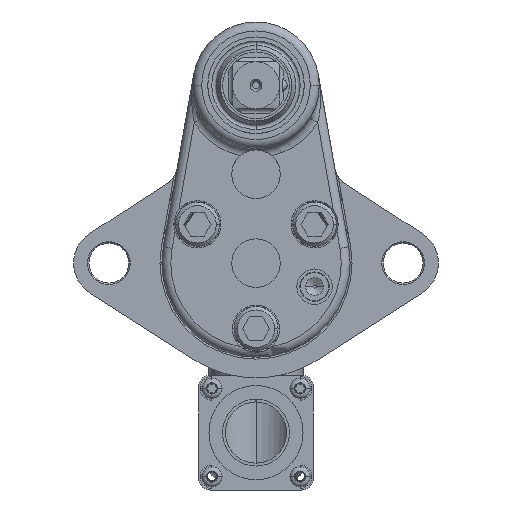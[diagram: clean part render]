
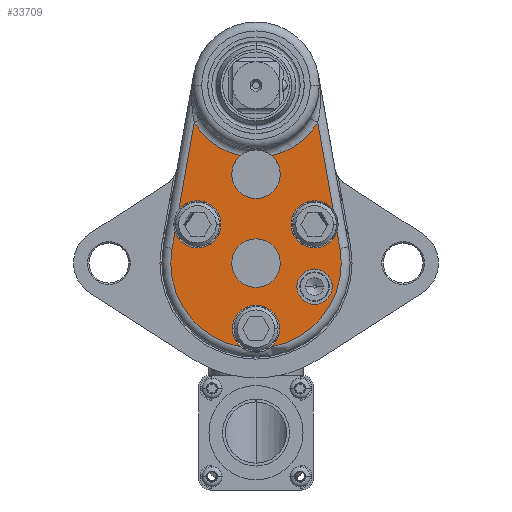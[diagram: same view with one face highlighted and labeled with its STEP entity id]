
A CAD part, left-side view. The second image highlights one B-rep face of the part: STEP entity #33709.
In plain terms, the highlighted planar face has unit normal (-1, 0, 0).
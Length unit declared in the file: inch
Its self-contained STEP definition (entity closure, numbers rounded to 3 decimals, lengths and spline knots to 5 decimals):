
#33123=CARTESIAN_POINT('',(-13.0442,0.005,0.));
#33124=DIRECTION('',(1.,0.,0.));
#33125=DIRECTION('',(0.,1.,0.));
#33126=AXIS2_PLACEMENT_3D('',#33123,#33124,#33125);
#33128=CARTESIAN_POINT('',(-13.0442,0.005,0.));
#33129=DIRECTION('',(1.,0.,0.));
#33130=DIRECTION('',(0.,-1.,0.));
#33131=AXIS2_PLACEMENT_3D('',#33128,#33129,#33130);
#33133=CARTESIAN_POINT('',(-13.0442,-0.617,-0.25));
#33134=DIRECTION('',(-1.,0.,0.));
#33135=DIRECTION('',(0.,-1.,0.));
#33136=AXIS2_PLACEMENT_3D('',#33133,#33134,#33135);
#33138=CARTESIAN_POINT('',(-13.0442,-0.617,-0.25));
#33139=DIRECTION('',(-1.,0.,0.));
#33140=DIRECTION('',(0.,1.,0.));
#33141=AXIS2_PLACEMENT_3D('',#33138,#33139,#33140);
#33143=CARTESIAN_POINT('',(-13.0442,-0.617,0.412));
#33144=DIRECTION('',(-1.,0.,0.));
#33145=DIRECTION('',(0.,-0.789,0.614));
#33146=AXIS2_PLACEMENT_3D('',#33143,#33144,#33145);
#33148=CARTESIAN_POINT('',(-13.0442,-0.617,0.412));
#33149=DIRECTION('',(-1.,0.,0.));
#33150=DIRECTION('',(0.,1.,0.));
#33151=AXIS2_PLACEMENT_3D('',#33148,#33149,#33150);
#33153=CARTESIAN_POINT('',(-13.0442,0.005,-0.697));
#33154=DIRECTION('',(-1.,0.,0.));
#33155=DIRECTION('',(0.,-0.63,-0.777));
#33156=AXIS2_PLACEMENT_3D('',#33153,#33154,#33155);
#33158=CARTESIAN_POINT('',(-13.0442,0.005,-0.697));
#33159=DIRECTION('',(-1.,0.,0.));
#33160=DIRECTION('',(0.,-1.,0.));
#33161=AXIS2_PLACEMENT_3D('',#33158,#33159,#33160);
#33163=CARTESIAN_POINT('',(-13.0442,0.005,-0.697));
#33164=DIRECTION('',(-1.,0.,0.));
#33165=DIRECTION('',(0.,1.,0.));
#33166=AXIS2_PLACEMENT_3D('',#33163,#33164,#33165);
#33168=CARTESIAN_POINT('',(-13.0442,0.627,0.412));
#33169=DIRECTION('',(-1.,0.,0.));
#33170=DIRECTION('',(0.,0.952,-0.308));
#33171=AXIS2_PLACEMENT_3D('',#33168,#33169,#33170);
#33173=CARTESIAN_POINT('',(-13.0442,0.627,0.412));
#33174=DIRECTION('',(-1.,0.,0.));
#33175=DIRECTION('',(0.,-1.,0.));
#33176=AXIS2_PLACEMENT_3D('',#33173,#33174,#33175);
#33178=CARTESIAN_POINT('',(-13.0442,0.005,0.9445));
#33179=DIRECTION('',(1.,0.,0.));
#33180=DIRECTION('',(0.,1.,0.));
#33181=AXIS2_PLACEMENT_3D('',#33178,#33179,#33180);
#33183=CARTESIAN_POINT('',(-13.0442,0.005,0.9445));
#33184=DIRECTION('',(1.,0.,0.));
#33185=DIRECTION('',(0.,-1.,0.));
#33186=AXIS2_PLACEMENT_3D('',#33183,#33184,#33185);
#33188=CARTESIAN_POINT('',(-13.0442,0.005,0.9445));
#33189=DIRECTION('',(1.,0.,0.));
#33190=DIRECTION('',(0.,-0.649,0.761));
#33191=AXIS2_PLACEMENT_3D('',#33188,#33189,#33190);
#33302=DIRECTION('',(0.,0.174,-0.985));
#33303=VECTOR('',#33302,0.1807);
#33304=CARTESIAN_POINT('',(-13.0442,0.86488,0.33509));
#33305=LINE('',#33304,#33303);
#33310=DIRECTION('',(0.,0.174,-0.985));
#33311=VECTOR('',#33310,0.94019);
#33312=CARTESIAN_POINT('',(-13.0442,0.66098,
1.49153));
#33313=LINE('',#33312,#33311);
#33326=CARTESIAN_POINT('',(-13.0442,0.005,0.));
#33327=DIRECTION('',(-1.,0.,0.));
#33328=DIRECTION('',(0.,-0.174,-0.985));
#33329=AXIS2_PLACEMENT_3D('',#33326,#33327,#33328);
#33341=CARTESIAN_POINT('',(-13.0442,0.005,0.));
#33342=DIRECTION('',(-1.,0.,0.));
#33343=DIRECTION('',(0.,0.985,0.174));
#33344=AXIS2_PLACEMENT_3D('',#33341,#33342,#33343);
#33354=DIRECTION('',(0.,0.174,0.985));
#33355=VECTOR('',#33354,0.94019);
#33356=CARTESIAN_POINT('',(-13.0442,-0.81423,0.56562));
#33357=LINE('',#33356,#33355);
#33367=DIRECTION('',(0.,0.174,0.985));
#33368=VECTOR('',#33367,0.1807);
#33369=CARTESIAN_POINT('',(-13.0442,-0.88625,0.15714));
#33370=LINE('',#33369,#33368);
#33398=CARTESIAN_POINT('',(-13.0442,-0.65098,
1.49153));
#33416=CARTESIAN_POINT('',(-13.0442,0.005,1.889));
#33417=DIRECTION('',(1.,0.,0.));
#33418=DIRECTION('',(0.,0.218,-0.976));
#33419=AXIS2_PLACEMENT_3D('',#33416,#33417,#33418);
#33431=CARTESIAN_POINT('',(-13.0442,0.005,1.889));
#33432=DIRECTION('',(1.,0.,0.));
#33433=DIRECTION('',(0.,-0.855,-0.518));
#33434=AXIS2_PLACEMENT_3D('',#33431,#33432,#33433);
#33456=CARTESIAN_POINT('',(-13.0442,0.66098,
1.49153));
#33577=CARTESIAN_POINT('',(-13.0442,0.89625,0.15714));
#33578=VERTEX_POINT('',#33577);
#33579=CARTESIAN_POINT('',(-13.0442,-0.88625,0.15714));
#33580=VERTEX_POINT('',#33579);
#33582=VERTEX_POINT('',#33398);
#33585=VERTEX_POINT('',#33456);
#33602=CARTESIAN_POINT('',(-13.0442,0.2625,0.));
#33603=CARTESIAN_POINT('',(-13.0442,-0.2525,0.));
#33604=VERTEX_POINT('',#33602);
#33605=VERTEX_POINT('',#33603);
#33610=CARTESIAN_POINT('',(-13.0442,0.2625,0.9445));
#33611=CARTESIAN_POINT('',(-13.0442,0.17209,1.14042));
#33612=VERTEX_POINT('',#33610);
#33613=VERTEX_POINT('',#33611);
#33614=CARTESIAN_POINT('',(-13.0442,-0.16209,1.14042));
#33615=CARTESIAN_POINT('',(-13.0442,-0.2525,0.9445));
#33616=VERTEX_POINT('',#33614);
#33617=VERTEX_POINT('',#33615);
#33626=CARTESIAN_POINT('',(-13.0442,-0.8045,-0.25));
#33627=CARTESIAN_POINT('',(-13.0442,-0.4295,-0.25));
#33628=VERTEX_POINT('',#33626);
#33629=VERTEX_POINT('',#33627);
#33630=CARTESIAN_POINT('',(-13.0442,-0.245,-0.697));
#33631=CARTESIAN_POINT('',(-13.0442,0.255,-0.697));
#33632=VERTEX_POINT('',#33630);
#33633=VERTEX_POINT('',#33631);
#33634=CARTESIAN_POINT('',(-13.0442,0.16244,-0.8912));
#33635=VERTEX_POINT('',#33634);
#33636=CARTESIAN_POINT('',(-13.0442,-0.15244,-0.8912));
#33637=VERTEX_POINT('',#33636);
#33638=CARTESIAN_POINT('',(-13.0442,0.377,0.412));
#33639=CARTESIAN_POINT('',(-13.0442,0.82423,0.56562));
#33640=VERTEX_POINT('',#33638);
#33641=VERTEX_POINT('',#33639);
#33642=CARTESIAN_POINT('',(-13.0442,0.86488,0.33509));
#33643=VERTEX_POINT('',#33642);
#33645=CARTESIAN_POINT('',(-13.0442,-0.367,0.412));
#33646=CARTESIAN_POINT('',(-13.0442,-0.81423,0.56562));
#33647=VERTEX_POINT('',#33645);
#33648=VERTEX_POINT('',#33646);
#33649=CARTESIAN_POINT('',(-13.0442,-0.85488,0.33509));
#33650=VERTEX_POINT('',#33649);
#33654=CARTESIAN_POINT('',(-13.0442,0.005,0.));
#33655=DIRECTION('',(-1.,0.,0.));
#33656=DIRECTION('',(0.,1.,0.));
#33657=AXIS2_PLACEMENT_3D('',#33654,#33655,#33656);
#33658=PLANE('',#33657);
#33660=ORIENTED_EDGE('',*,*,#33659,.T.);
#33662=ORIENTED_EDGE('',*,*,#33661,.T.);
#33664=ORIENTED_EDGE('',*,*,#33663,.F.);
#33666=ORIENTED_EDGE('',*,*,#33665,.F.);
#33668=ORIENTED_EDGE('',*,*,#33667,.T.);
#33670=ORIENTED_EDGE('',*,*,#33669,.T.);
#33672=ORIENTED_EDGE('',*,*,#33671,.T.);
#33674=ORIENTED_EDGE('',*,*,#33673,.F.);
#33676=ORIENTED_EDGE('',*,*,#33675,.F.);
#33678=ORIENTED_EDGE('',*,*,#33677,.T.);
#33680=ORIENTED_EDGE('',*,*,#33679,.T.);
#33682=ORIENTED_EDGE('',*,*,#33681,.F.);
#33684=ORIENTED_EDGE('',*,*,#33683,.F.);
#33686=ORIENTED_EDGE('',*,*,#33685,.F.);
#33688=ORIENTED_EDGE('',*,*,#33687,.F.);
#33690=ORIENTED_EDGE('',*,*,#33689,.F.);
#33692=ORIENTED_EDGE('',*,*,#33691,.F.);
#33694=ORIENTED_EDGE('',*,*,#33693,.F.);
#33695=EDGE_LOOP('',(#33660,#33662,#33664,#33666,#33668,#33670,#33672,#33674,
#33676,#33678,#33680,#33682,#33684,#33686,#33688,#33690,#33692,#33694));
#33696=FACE_OUTER_BOUND('',#33695,.F.);
#33698=ORIENTED_EDGE('',*,*,#33697,.F.);
#33700=ORIENTED_EDGE('',*,*,#33699,.F.);
#33701=EDGE_LOOP('',(#33698,#33700));
#33702=FACE_BOUND('',#33701,.F.);
#33704=ORIENTED_EDGE('',*,*,#33703,.T.);
#33706=ORIENTED_EDGE('',*,*,#33705,.T.);
#33707=EDGE_LOOP('',(#33704,#33706));
#33708=FACE_BOUND('',#33707,.F.);
#33709=ADVANCED_FACE('',(#33696,#33702,#33708),#33658,.T.);
#33127=CIRCLE('',#33126,0.2575);
#33132=CIRCLE('',#33131,0.2575);
#33137=CIRCLE('',#33136,0.1875);
#33142=CIRCLE('',#33141,0.1875);
#33147=CIRCLE('',#33146,0.25);
#33152=CIRCLE('',#33151,0.25);
#33157=CIRCLE('',#33156,0.25);
#33162=CIRCLE('',#33161,0.25);
#33167=CIRCLE('',#33166,0.25);
#33172=CIRCLE('',#33171,0.25);
#33177=CIRCLE('',#33176,0.25);
#33182=CIRCLE('',#33181,0.2575);
#33187=CIRCLE('',#33186,0.2575);
#33192=CIRCLE('',#33191,0.2575);
#33330=CIRCLE('',#33329,0.905);
#33345=CIRCLE('',#33344,0.905);
#33420=CIRCLE('',#33419,0.767);
#33435=CIRCLE('',#33434,0.767);
#33659=EDGE_CURVE('',#33648,#33647,#33147,.T.);
#33661=EDGE_CURVE('',#33647,#33650,#33152,.T.);
#33663=EDGE_CURVE('',#33580,#33650,#33370,.T.);
#33665=EDGE_CURVE('',#33637,#33580,#33330,.T.);
#33667=EDGE_CURVE('',#33637,#33632,#33157,.T.);
#33669=EDGE_CURVE('',#33632,#33633,#33162,.T.);
#33671=EDGE_CURVE('',#33633,#33635,#33167,.T.);
#33673=EDGE_CURVE('',#33578,#33635,#33345,.T.);
#33675=EDGE_CURVE('',#33643,#33578,#33305,.T.);
#33677=EDGE_CURVE('',#33643,#33640,#33172,.T.);
#33679=EDGE_CURVE('',#33640,#33641,#33177,.T.);
#33681=EDGE_CURVE('',#33585,#33641,#33313,.T.);
#33683=EDGE_CURVE('',#33613,#33585,#33420,.T.);
#33685=EDGE_CURVE('',#33612,#33613,#33182,.T.);
#33687=EDGE_CURVE('',#33617,#33612,#33187,.T.);
#33689=EDGE_CURVE('',#33616,#33617,#33192,.T.);
#33691=EDGE_CURVE('',#33582,#33616,#33435,.T.);
#33693=EDGE_CURVE('',#33648,#33582,#33357,.T.);
#33697=EDGE_CURVE('',#33604,#33605,#33127,.T.);
#33699=EDGE_CURVE('',#33605,#33604,#33132,.T.);
#33703=EDGE_CURVE('',#33628,#33629,#33137,.T.);
#33705=EDGE_CURVE('',#33629,#33628,#33142,.T.);
